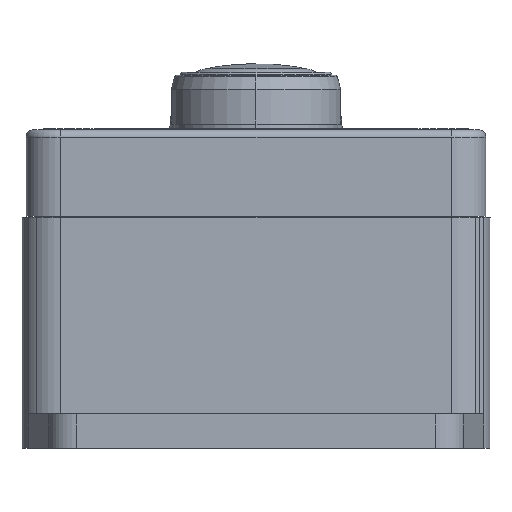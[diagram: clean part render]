
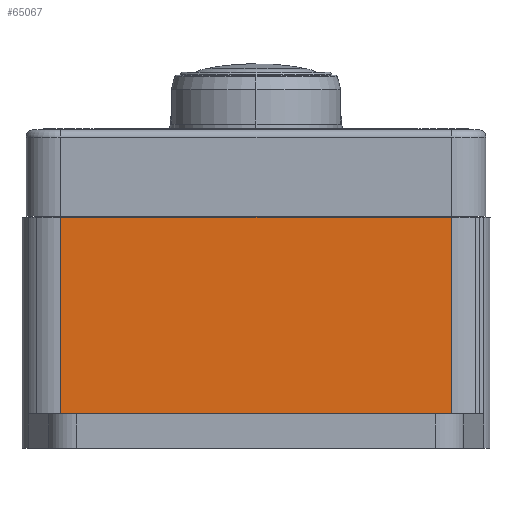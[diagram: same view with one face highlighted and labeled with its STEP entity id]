
A CAD part, front view. The second image highlights one B-rep face of the part: STEP entity #65067.
In plain terms, the highlighted planar face has unit normal (0, -1, 0).
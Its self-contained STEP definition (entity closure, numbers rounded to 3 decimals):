
#59944=DIRECTION('',(1.,0.,0.));
#59945=VECTOR('',#59944,68.);
#59946=CARTESIAN_POINT('',(-34.,-80.593,40.157));
#59947=LINE('',#59946,#59945);
#59948=DIRECTION('',(1.,0.,0.));
#59949=VECTOR('',#59948,68.);
#59950=CARTESIAN_POINT('',(-34.,-80.593,5.994));
#59951=LINE('',#59950,#59949);
#59952=DIRECTION('',(0.,0.,1.));
#59953=VECTOR('',#59952,34.163);
#59954=CARTESIAN_POINT('',(-34.,-80.593,5.994));
#59955=LINE('',#59954,#59953);
#59966=DIRECTION('',(0.,0.,1.));
#59967=VECTOR('',#59966,34.163);
#59968=CARTESIAN_POINT('',(34.,-80.593,5.994));
#59969=LINE('',#59968,#59967);
#60864=CARTESIAN_POINT('',(-34.,-80.593,5.994));
#60865=VERTEX_POINT('',#60864);
#60866=CARTESIAN_POINT('',(34.,-80.593,5.994));
#60867=VERTEX_POINT('',#60866);
#61034=CARTESIAN_POINT('',(-34.,-80.593,40.157));
#61035=VERTEX_POINT('',#61034);
#61036=CARTESIAN_POINT('',(34.,-80.593,40.157));
#61037=VERTEX_POINT('',#61036);
#65055=CARTESIAN_POINT('',(-34.,-80.593,0.));
#65056=DIRECTION('',(0.,-1.,0.));
#65057=DIRECTION('',(1.,0.,0.));
#65058=AXIS2_PLACEMENT_3D('',#65055,#65056,#65057);
#65059=PLANE('',#65058);
#65060=ORIENTED_EDGE('',*,*,#61977,.T.);
#65062=ORIENTED_EDGE('',*,*,#65061,.F.);
#65063=ORIENTED_EDGE('',*,*,#61601,.F.);
#65064=ORIENTED_EDGE('',*,*,#65048,.T.);
#65065=EDGE_LOOP('',(#65060,#65062,#65063,#65064));
#65066=FACE_OUTER_BOUND('',#65065,.F.);
#65067=ADVANCED_FACE('',(#65066),#65059,.T.);
#61601=EDGE_CURVE('',#60865,#60867,#59951,.T.);
#61977=EDGE_CURVE('',#61035,#61037,#59947,.T.);
#65048=EDGE_CURVE('',#60865,#61035,#59955,.T.);
#65061=EDGE_CURVE('',#60867,#61037,#59969,.T.);
